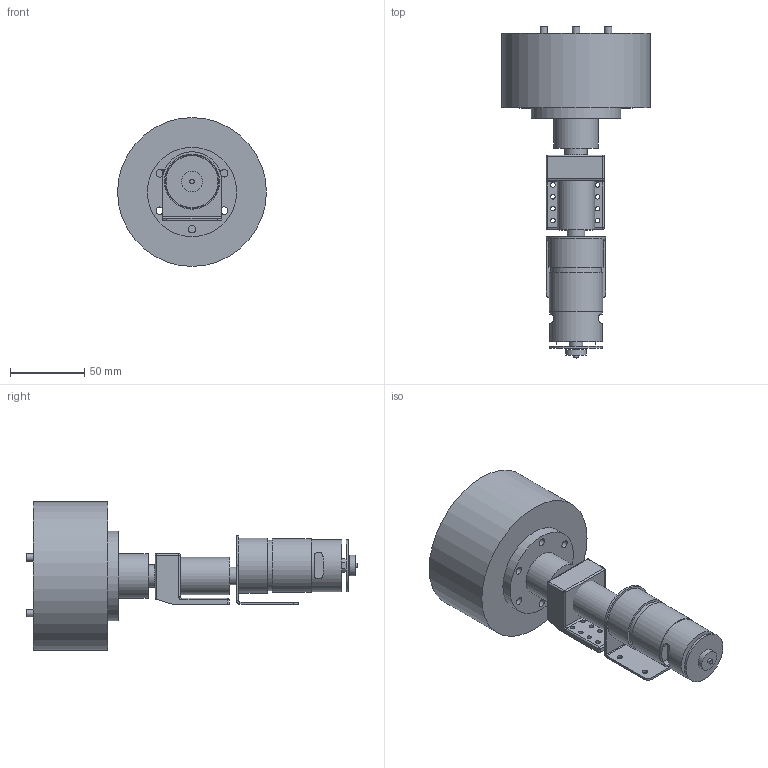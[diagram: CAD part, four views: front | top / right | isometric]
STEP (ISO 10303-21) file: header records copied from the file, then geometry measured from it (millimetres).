
FILE_DESCRIPTION(/* description */ (''),/* implementation_level */ '2;1');
FILE_NAME(/* name */ '车轮端整体(电机+联轴器+车轮+两支架).step',/* time_stamp */ '2022-10-09T18:53:23+08:00',/* author */ (''),/* organization */ (''),/* preprocessor_version */ 'ST-DEVELOPER v19',/* originating_system */ 'Autodesk Translation Framework v11.7.0.108',/* authorisation */ '');
FILE_SCHEMA (('AUTOMOTIVE_DESIGN { 1 0 10303 214 3 1 1 }'));
Length unit declared in the file: millimetre
Products named in the file (14): 车轮端整体; 车轮+轴+单支座; GM37-545电机 v2; 轴承（仿） v3; 内圈; 外圈; 联轴器(仿) v2; 37减速电机支座 v1; 麦轮+轴体(仿)V2 v1; 麦轮部分; 联轴片; 轴; 另一侧支架V4; 支架_Real
Assembly tree (13 placements, depth 4):
  车轮端整体
    车轮+轴+单支座
      GM37-545电机 v2
      轴承（仿） v3
        内圈
        外圈
      联轴器(仿) v2
      37减速电机支座 v1
      麦轮+轴体(仿)V2 v1
        麦轮部分
        联轴片
        轴
    另一侧支架V4
      支架_Real
Bounding box: 100 x 223 x 100 mm (x, y, z)
Volume: 520142.6 mm3; surface area: 87612.8 mm2
Topology: 12 solids, 12 shells, 212 faces, 449 edges, 288 vertices
Faces by surface type: cylinder 109, plane 91, sphere 6, cone 4, torus 2
Full cylindrical faces by diameter (mm): 2 x1, 3 x24, 3.2 x6, 3.5 x4, 4 x3, 5 x15, 6 x2, 9 x1, 9.5 x1, 10 x6, 10.5 x1, 12 x3, 14 x1, 15 x1, 22 x1, 25 x1, 26 x1, 26.5 x1, 30 x1, 33.941 x1, 35 x2, 36 x1, 37 x1, 60 x1, 100 x1
Entity records: 6511 total; most frequent: DIRECTION 1147, CARTESIAN_POINT 1073, ORIENTED_EDGE 898, AXIS2_PLACEMENT_3D 468, EDGE_CURVE 449, EDGE_LOOP 335, VERTEX_POINT 288, CIRCLE 227
